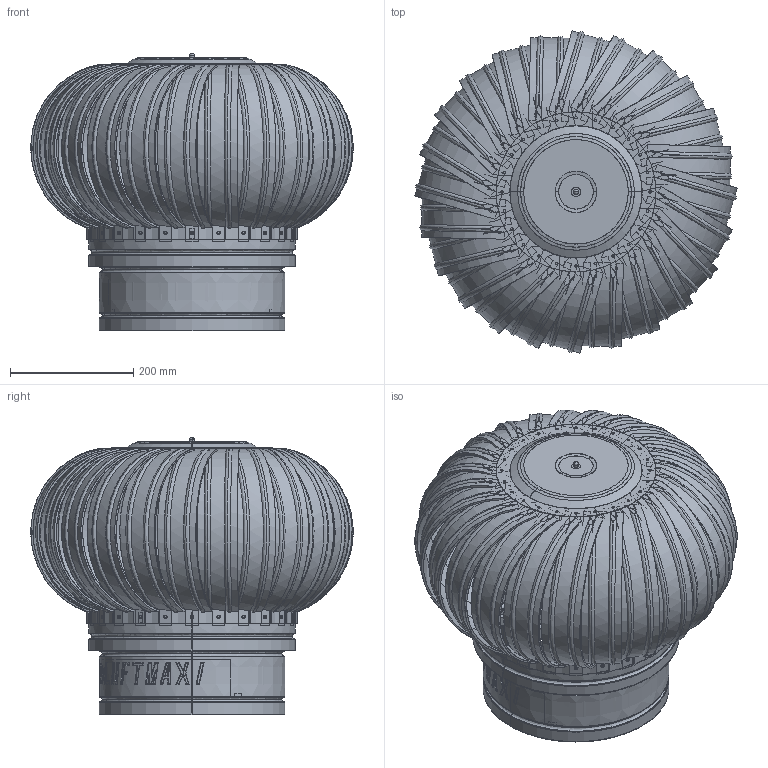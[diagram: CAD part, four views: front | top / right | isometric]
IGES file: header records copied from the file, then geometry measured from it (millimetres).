
Start section: SolidWorks IGES file using analytic representation for surfaces
Global section: file name: EXAUSTOR EOLICO LM-30.IGS; native system: SolidWorks 2018; preprocessor: SolidWorks 2018; author: vendas04; date: 221103.110902; units: millimetre
Bounding box: 523.41 x 523.41 x 450.68 mm (x, y, z)
Surface area: 2051465.8 mm2 (no closed solid volume)
Topology: 0 solids, 0 shells, 1156 faces, 20060 edges, 20057 vertices
Faces by surface type: bspline 718, revolution 438
